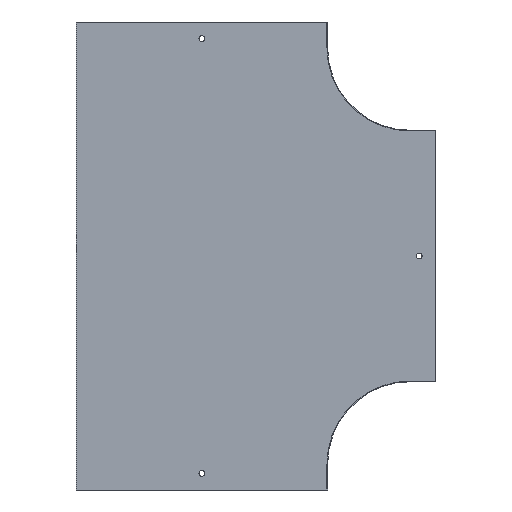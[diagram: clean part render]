
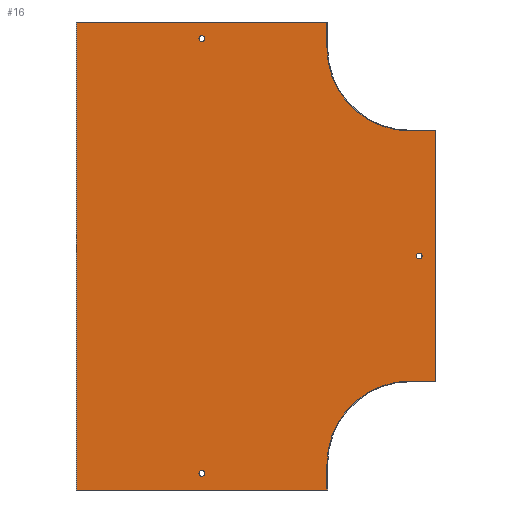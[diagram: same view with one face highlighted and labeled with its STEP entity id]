
A CAD part, front view. The second image highlights one B-rep face of the part: STEP entity #16.
In plain terms, the highlighted planar face has unit normal (0, -1, 0).
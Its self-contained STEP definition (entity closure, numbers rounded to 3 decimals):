
#16 = ADVANCED_FACE ( 'NONE', ( #481, #470, #473, #472 ), #602, .F. ) ;
#122 = CARTESIAN_POINT ( 'NONE',  ( 0., 0., -431.2 ) ) ;
#123 = DIRECTION ( 'NONE',  ( 0., 0., -1. ) ) ;
#124 = CARTESIAN_POINT ( 'NONE',  ( 150.2, 0., 0. ) ) ;
#125 = DIRECTION ( 'NONE',  ( 1., 0., 0. ) ) ;
#126 = DIRECTION ( 'NONE',  ( 0., 1., 0. ) ) ;
#127 = CARTESIAN_POINT ( 'NONE',  ( 0., 0., -20. ) ) ;
#129 = CARTESIAN_POINT ( 'NONE',  ( 0., 0., -562. ) ) ;
#131 = DIRECTION ( 'NONE',  ( 0., 0., 1. ) ) ;
#132 = DIRECTION ( 'NONE',  ( 0., 0., 1. ) ) ;
#133 = DIRECTION ( 'NONE',  ( 0., 0., -1. ) ) ;
#134 = DIRECTION ( 'NONE',  ( 0., 1., 0. ) ) ;
#136 = CARTESIAN_POINT ( 'NONE',  ( 0., 0., -542. ) ) ;
#137 = CARTESIAN_POINT ( 'NONE',  ( 281., 0., 0. ) ) ;
#142 = AXIS2_PLACEMENT_3D ( 'NONE', #611, #229, #706 ) ;
#163 = CARTESIAN_POINT ( 'NONE',  ( 150.2, 0., 0. ) ) ;
#229 = DIRECTION ( 'NONE',  ( 0., 1., 0. ) ) ;
#230 = DIRECTION ( 'NONE',  ( 1., 0., 0. ) ) ;
#231 = CARTESIAN_POINT ( 'NONE',  ( 261., 0., -281. ) ) ;
#232 = DIRECTION ( 'NONE',  ( 0., 1., 0. ) ) ;
#233 = DIRECTION ( 'NONE',  ( 0., 0., 1. ) ) ;
#234 = DIRECTION ( 'NONE',  ( 0., 0., 1. ) ) ;
#237 = CARTESIAN_POINT ( 'NONE',  ( 250., 0., -31. ) ) ;
#238 = DIRECTION ( 'NONE',  ( 0., -1., 0. ) ) ;
#239 = DIRECTION ( 'NONE',  ( 0., 0., 1. ) ) ;
#242 = CARTESIAN_POINT ( 'NONE',  ( 250., 0., -531. ) ) ;
#243 = DIRECTION ( 'NONE',  ( 0., 1., 0. ) ) ;
#244 = DIRECTION ( 'NONE',  ( 0., 0., 1. ) ) ;
#245 = CARTESIAN_POINT ( 'NONE',  ( 0., 0., -130.8 ) ) ;
#246 = DIRECTION ( 'NONE',  ( 1., 0., 0. ) ) ;
#249 = CARTESIAN_POINT ( 'NONE',  ( 0., 0., 0. ) ) ;
#250 = DIRECTION ( 'NONE',  ( 1., 0., 0. ) ) ;
#251 = CARTESIAN_POINT ( 'NONE',  ( -150.2, 0., 0. ) ) ;
#253 = DIRECTION ( 'NONE',  ( 0., 0., 1. ) ) ;
#258 = CARTESIAN_POINT ( 'NONE',  ( 250., 0., -431.2 ) ) ;
#263 = CARTESIAN_POINT ( 'NONE',  ( -150.2, 0., 0. ) ) ;
#267 = CARTESIAN_POINT ( 'NONE',  ( -150.2, 0., -562. ) ) ;
#268 = CARTESIAN_POINT ( 'NONE',  ( 150.2, 0., -562. ) ) ;
#270 = CARTESIAN_POINT ( 'NONE',  ( 281., 0., -431.2 ) ) ;
#273 = CARTESIAN_POINT ( 'NONE',  ( 281., 0., -130.8 ) ) ;
#291 = CARTESIAN_POINT ( 'NONE',  ( 0., 0., -545.5 ) ) ;
#292 = CARTESIAN_POINT ( 'NONE',  ( 0., 0., -16.5 ) ) ;
#293 = CARTESIAN_POINT ( 'NONE',  ( 261., 0., -277.5 ) ) ;
#329 = LINE ( 'NONE', #124, #377 ) ;
#355 = VERTEX_POINT ( 'NONE', #293 ) ;
#356 = VERTEX_POINT ( 'NONE', #292 ) ;
#357 = VERTEX_POINT ( 'NONE', #291 ) ;
#359 = VECTOR ( 'NONE', #253, 1000. ) ;
#362 = VECTOR ( 'NONE', #250, 1000. ) ;
#363 = LINE ( 'NONE', #251, #359 ) ;
#365 = LINE ( 'NONE', #249, #362 ) ;
#366 = VECTOR ( 'NONE', #246, 1000. ) ;
#369 = LINE ( 'NONE', #245, #366 ) ;
#370 = CIRCLE ( 'NONE', #447, 99.8 ) ;
#371 = VECTOR ( 'NONE', #234, 1000. ) ;
#373 = LINE ( 'NONE', #137, #371 ) ;
#374 = CIRCLE ( 'NONE', #448, 99.8 ) ;
#375 = VECTOR ( 'NONE', #230, 1000. ) ;
#376 = CIRCLE ( 'NONE', #450, 3.5 ) ;
#377 = VECTOR ( 'NONE', #123, 1000. ) ;
#378 = LINE ( 'NONE', #122, #375 ) ;
#379 = VECTOR ( 'NONE', #125, 1000. ) ;
#380 = VECTOR ( 'NONE', #131, 1000. ) ;
#381 = CIRCLE ( 'NONE', #452, 3.5 ) ;
#383 = LINE ( 'NONE', #163, #380 ) ;
#384 = CIRCLE ( 'NONE', #454, 3.5 ) ;
#387 = LINE ( 'NONE', #129, #379 ) ;
#447 = AXIS2_PLACEMENT_3D ( 'NONE', #242, #243, #244 ) ;
#448 = AXIS2_PLACEMENT_3D ( 'NONE', #237, #238, #239 ) ;
#450 = AXIS2_PLACEMENT_3D ( 'NONE', #231, #232, #233 ) ;
#452 = AXIS2_PLACEMENT_3D ( 'NONE', #127, #126, #132 ) ;
#454 = AXIS2_PLACEMENT_3D ( 'NONE', #136, #134, #133 ) ;
#470 = FACE_OUTER_BOUND ( 'NONE', #502, .T. ) ;
#472 = FACE_BOUND ( 'NONE', #512, .T. ) ;
#473 = FACE_BOUND ( 'NONE', #522, .T. ) ;
#481 = FACE_BOUND ( 'NONE', #508, .T. ) ;
#498 = ORIENTED_EDGE ( 'NONE', *, *, #768, .F. ) ;
#502 = EDGE_LOOP ( 'NONE', ( #542, #540, #543, #544, #545, #546, #547, #498, #735, #726 ) ) ;
#508 = EDGE_LOOP ( 'NONE', ( #541 ) ) ;
#512 = EDGE_LOOP ( 'NONE', ( #728 ) ) ;
#522 = EDGE_LOOP ( 'NONE', ( #727 ) ) ;
#536 = VERTEX_POINT ( 'NONE', #725 ) ;
#537 = VERTEX_POINT ( 'NONE', #724 ) ;
#538 = VERTEX_POINT ( 'NONE', #705 ) ;
#539 = VERTEX_POINT ( 'NONE', #678 ) ;
#540 = ORIENTED_EDGE ( 'NONE', *, *, #759, .T. ) ;
#541 = ORIENTED_EDGE ( 'NONE', *, *, #760, .T. ) ;
#542 = ORIENTED_EDGE ( 'NONE', *, *, #763, .T. ) ;
#543 = ORIENTED_EDGE ( 'NONE', *, *, #761, .T. ) ;
#544 = ORIENTED_EDGE ( 'NONE', *, *, #765, .F. ) ;
#545 = ORIENTED_EDGE ( 'NONE', *, *, #762, .F. ) ;
#546 = ORIENTED_EDGE ( 'NONE', *, *, #758, .F. ) ;
#547 = ORIENTED_EDGE ( 'NONE', *, *, #767, .F. ) ;
#602 = PLANE ( 'NONE',  #142 ) ;
#611 = CARTESIAN_POINT ( 'NONE',  ( 0., 0., 0. ) ) ;
#678 = CARTESIAN_POINT ( 'NONE',  ( 150.2, 0., -31. ) ) ;
#705 = CARTESIAN_POINT ( 'NONE',  ( 150.2, 0., -531. ) ) ;
#706 = DIRECTION ( 'NONE',  ( 0., 0., 1. ) ) ;
#724 = CARTESIAN_POINT ( 'NONE',  ( 150.2, 0., 0. ) ) ;
#725 = CARTESIAN_POINT ( 'NONE',  ( 250., 0., -130.8 ) ) ;
#726 = ORIENTED_EDGE ( 'NONE', *, *, #756, .T. ) ;
#727 = ORIENTED_EDGE ( 'NONE', *, *, #755, .T. ) ;
#728 = ORIENTED_EDGE ( 'NONE', *, *, #754, .T. ) ;
#735 = ORIENTED_EDGE ( 'NONE', *, *, #757, .T. ) ;
#754 = EDGE_CURVE ( 'NONE', #357, #357, #384, .T. ) ;
#755 = EDGE_CURVE ( 'NONE', #356, #356, #381, .T. ) ;
#756 = EDGE_CURVE ( 'NONE', #790, #538, #383, .T. ) ;
#757 = EDGE_CURVE ( 'NONE', #789, #790, #387, .T. ) ;
#758 = EDGE_CURVE ( 'NONE', #537, #539, #329, .T. ) ;
#759 = EDGE_CURVE ( 'NONE', #779, #792, #378, .T. ) ;
#760 = EDGE_CURVE ( 'NONE', #355, #355, #376, .T. ) ;
#761 = EDGE_CURVE ( 'NONE', #792, #795, #373, .T. ) ;
#762 = EDGE_CURVE ( 'NONE', #539, #536, #374, .T. ) ;
#763 = EDGE_CURVE ( 'NONE', #538, #779, #370, .T. ) ;
#765 = EDGE_CURVE ( 'NONE', #536, #795, #369, .T. ) ;
#767 = EDGE_CURVE ( 'NONE', #785, #537, #365, .T. ) ;
#768 = EDGE_CURVE ( 'NONE', #789, #785, #363, .T. ) ;
#779 = VERTEX_POINT ( 'NONE', #258 ) ;
#785 = VERTEX_POINT ( 'NONE', #263 ) ;
#789 = VERTEX_POINT ( 'NONE', #267 ) ;
#790 = VERTEX_POINT ( 'NONE', #268 ) ;
#792 = VERTEX_POINT ( 'NONE', #270 ) ;
#795 = VERTEX_POINT ( 'NONE', #273 ) ;
